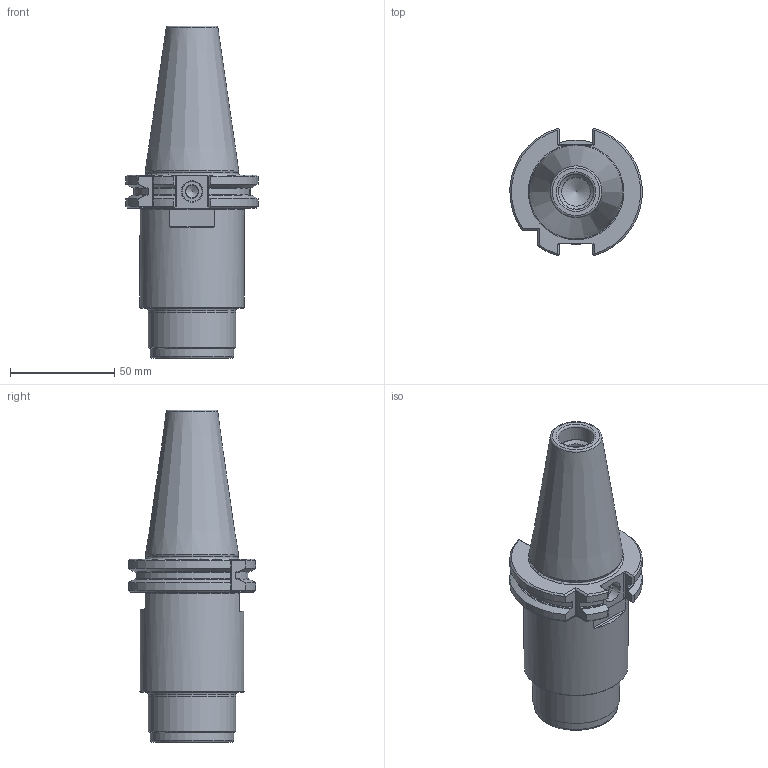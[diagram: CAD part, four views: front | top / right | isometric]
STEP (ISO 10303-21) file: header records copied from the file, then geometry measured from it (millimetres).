
FILE_DESCRIPTION(/* description */ (''),/* implementation_level */ '2;1');
FILE_NAME(/* name */ '524013250.stp',/* time_stamp */ '2021-06-01T08:51:30',/* author */ ('LRA'),/* organization */ ('REGO-FIX'),/* preprocessor_version */ ' Unknown',/* originating_system */ 'SIEMENS PLM Software Solid Edge ST10',/* authorization */ 'Unknown');
FILE_SCHEMA (('AUTOMOTIVE_DESIGN { 1 0 10303 214 2 1 1}'));
Length unit declared in the file: millimetre
Products named in the file (1): NOCUT
Bounding box: 63.35 x 61.01 x 159.15 mm (x, y, z)
Volume: 297179.9 mm3; surface area: 54827.1 mm2
Topology: 2 solids, 2 shells, 243 faces, 668 edges, 424 vertices
Faces by surface type: cylinder 83, plane 83, cone 54, torus 23
Full cylindrical faces by diameter (mm): 3.5 x10, 6 x2, 10 x2, 13.8 x1, 13.835 x2, 17 x2, 24.5 x1, 40 x1, 42 x2, 50 x1
Entity records: 9085 total; most frequent: CARTESIAN_POINT 1755, ORIENTED_EDGE 1148, DIRECTION 1111, EDGE_CURVE 574, AXIS2_PLACEMENT_3D 446, VERTEX_POINT 406, FACE_BOUND 316, EDGE_LOOP 303
